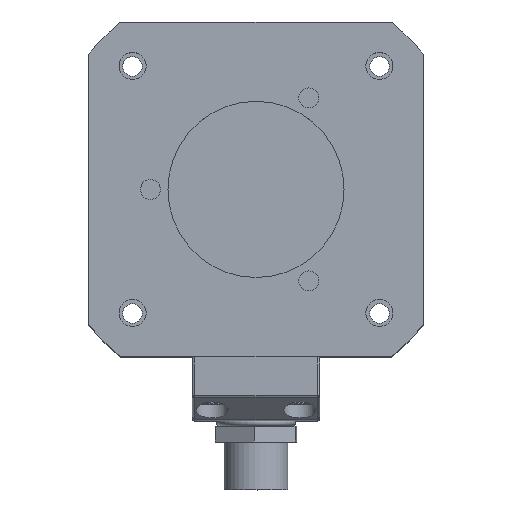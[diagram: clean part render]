
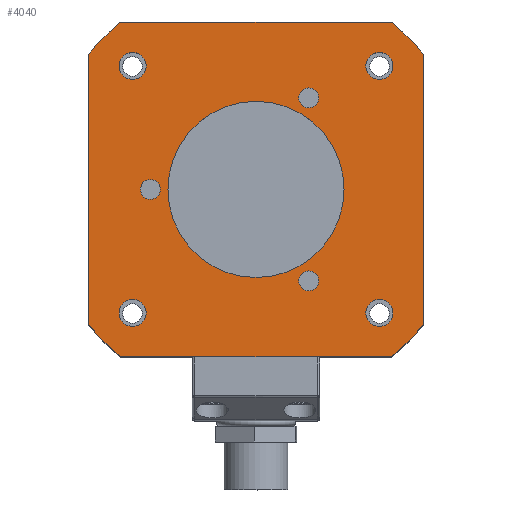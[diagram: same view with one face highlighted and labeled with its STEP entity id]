
A CAD part, top view. The second image highlights one B-rep face of the part: STEP entity #4040.
In plain terms, the highlighted planar face has unit normal (0, 0, 1).
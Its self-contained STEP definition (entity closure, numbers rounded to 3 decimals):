
#107=FACE_BOUND('',#746,.T.);
#108=FACE_BOUND('',#747,.T.);
#109=FACE_BOUND('',#748,.T.);
#110=FACE_BOUND('',#749,.T.);
#111=FACE_BOUND('',#750,.T.);
#112=FACE_BOUND('',#751,.T.);
#113=FACE_BOUND('',#752,.T.);
#114=FACE_BOUND('',#753,.T.);
#235=PLANE('',#4517);
#464=FACE_OUTER_BOUND('',#745,.T.);
#745=EDGE_LOOP('',(#3626,#3627,#3628,#3629,#3630,#3631,#3632,#3633));
#746=EDGE_LOOP('',(#3634));
#747=EDGE_LOOP('',(#3635));
#748=EDGE_LOOP('',(#3636));
#749=EDGE_LOOP('',(#3637));
#750=EDGE_LOOP('',(#3638));
#751=EDGE_LOOP('',(#3639));
#752=EDGE_LOOP('',(#3640));
#753=EDGE_LOOP('',(#3641));
#1052=LINE('',#6925,#1364);
#1055=LINE('',#6933,#1367);
#1058=LINE('',#6941,#1370);
#1061=LINE('',#6949,#1373);
#1364=VECTOR('',#5668,1000.);
#1367=VECTOR('',#5677,1000.);
#1370=VECTOR('',#5686,1000.);
#1373=VECTOR('',#5695,1000.);
#1605=CIRCLE('',#4492,1.25);
#1606=CIRCLE('',#4494,1.25);
#1607=CIRCLE('',#4496,1.25);
#1608=CIRCLE('',#4499,27.);
#1609=CIRCLE('',#4502,27.);
#1610=CIRCLE('',#4505,27.);
#1611=CIRCLE('',#4508,27.);
#1612=CIRCLE('',#4510,1.7);
#1613=CIRCLE('',#4512,1.7);
#1614=CIRCLE('',#4514,1.7);
#1615=CIRCLE('',#4516,1.7);
#1616=CIRCLE('',#4518,11.05);
#1968=VERTEX_POINT('',#6910);
#1969=VERTEX_POINT('',#6914);
#1970=VERTEX_POINT('',#6918);
#1971=VERTEX_POINT('',#6922);
#1972=VERTEX_POINT('',#6924);
#1973=VERTEX_POINT('',#6928);
#1974=VERTEX_POINT('',#6932);
#1975=VERTEX_POINT('',#6936);
#1976=VERTEX_POINT('',#6940);
#1977=VERTEX_POINT('',#6944);
#1978=VERTEX_POINT('',#6948);
#1979=VERTEX_POINT('',#6954);
#1980=VERTEX_POINT('',#6958);
#1981=VERTEX_POINT('',#6962);
#1982=VERTEX_POINT('',#6966);
#1983=VERTEX_POINT('',#6970);
#2511=EDGE_CURVE('',#1968,#1968,#1605,.T.);
#2513=EDGE_CURVE('',#1969,#1969,#1606,.T.);
#2515=EDGE_CURVE('',#1970,#1970,#1607,.T.);
#2518=EDGE_CURVE('',#1972,#1971,#1052,.T.);
#2520=EDGE_CURVE('',#1973,#1972,#1608,.T.);
#2522=EDGE_CURVE('',#1974,#1973,#1055,.T.);
#2524=EDGE_CURVE('',#1975,#1974,#1609,.T.);
#2526=EDGE_CURVE('',#1976,#1975,#1058,.T.);
#2528=EDGE_CURVE('',#1977,#1976,#1610,.T.);
#2530=EDGE_CURVE('',#1978,#1977,#1061,.T.);
#2532=EDGE_CURVE('',#1971,#1978,#1611,.T.);
#2533=EDGE_CURVE('',#1979,#1979,#1612,.T.);
#2535=EDGE_CURVE('',#1980,#1980,#1613,.T.);
#2537=EDGE_CURVE('',#1981,#1981,#1614,.T.);
#2539=EDGE_CURVE('',#1982,#1982,#1615,.T.);
#2541=EDGE_CURVE('',#1983,#1983,#1616,.T.);
#3626=ORIENTED_EDGE('',*,*,#2532,.T.);
#3627=ORIENTED_EDGE('',*,*,#2530,.T.);
#3628=ORIENTED_EDGE('',*,*,#2528,.T.);
#3629=ORIENTED_EDGE('',*,*,#2526,.T.);
#3630=ORIENTED_EDGE('',*,*,#2524,.T.);
#3631=ORIENTED_EDGE('',*,*,#2522,.T.);
#3632=ORIENTED_EDGE('',*,*,#2520,.T.);
#3633=ORIENTED_EDGE('',*,*,#2518,.T.);
#3634=ORIENTED_EDGE('',*,*,#2539,.T.);
#3635=ORIENTED_EDGE('',*,*,#2537,.T.);
#3636=ORIENTED_EDGE('',*,*,#2535,.T.);
#3637=ORIENTED_EDGE('',*,*,#2533,.T.);
#3638=ORIENTED_EDGE('',*,*,#2515,.T.);
#3639=ORIENTED_EDGE('',*,*,#2513,.T.);
#3640=ORIENTED_EDGE('',*,*,#2511,.T.);
#3641=ORIENTED_EDGE('',*,*,#2541,.T.);
#4040=ADVANCED_FACE('',(#464,#107,#108,#109,#110,#111,#112,#113,#114),#235,
 .T.);
#4492=AXIS2_PLACEMENT_3D('',#6911,#5652,#5653);
#4494=AXIS2_PLACEMENT_3D('',#6915,#5657,#5658);
#4496=AXIS2_PLACEMENT_3D('',#6919,#5662,#5663);
#4499=AXIS2_PLACEMENT_3D('',#6929,#5672,#5673);
#4502=AXIS2_PLACEMENT_3D('',#6937,#5681,#5682);
#4505=AXIS2_PLACEMENT_3D('',#6945,#5690,#5691);
#4508=AXIS2_PLACEMENT_3D('',#6952,#5699,#5700);
#4510=AXIS2_PLACEMENT_3D('',#6955,#5703,#5704);
#4512=AXIS2_PLACEMENT_3D('',#6959,#5708,#5709);
#4514=AXIS2_PLACEMENT_3D('',#6963,#5713,#5714);
#4516=AXIS2_PLACEMENT_3D('',#6967,#5718,#5719);
#4517=AXIS2_PLACEMENT_3D('',#6969,#5721,#5722);
#4518=AXIS2_PLACEMENT_3D('',#6971,#5723,#5724);
#5652=DIRECTION('center_axis',(0.,0.,-1.));
#5653=DIRECTION('ref_axis',(-1.,0.,0.));
#5657=DIRECTION('center_axis',(0.,0.,-1.));
#5658=DIRECTION('ref_axis',(-1.,0.,0.));
#5662=DIRECTION('center_axis',(0.,0.,-1.));
#5663=DIRECTION('ref_axis',(-1.,0.,0.));
#5668=DIRECTION('',(1.,0.,0.));
#5672=DIRECTION('center_axis',(0.,0.,1.));
#5673=DIRECTION('ref_axis',(-1.,0.,0.));
#5677=DIRECTION('',(0.,-1.,0.));
#5681=DIRECTION('center_axis',(0.,0.,1.));
#5682=DIRECTION('ref_axis',(-1.,0.,0.));
#5686=DIRECTION('',(-1.,0.,0.));
#5690=DIRECTION('center_axis',(0.,0.,1.));
#5691=DIRECTION('ref_axis',(-1.,0.,0.));
#5695=DIRECTION('',(0.,1.,0.));
#5699=DIRECTION('center_axis',(0.,0.,1.));
#5700=DIRECTION('ref_axis',(-1.,0.,0.));
#5703=DIRECTION('center_axis',(0.,0.,-1.));
#5704=DIRECTION('ref_axis',(1.,0.,0.));
#5708=DIRECTION('center_axis',(0.,0.,-1.));
#5709=DIRECTION('ref_axis',(1.,0.,0.));
#5713=DIRECTION('center_axis',(0.,0.,-1.));
#5714=DIRECTION('ref_axis',(1.,0.,0.));
#5718=DIRECTION('center_axis',(0.,0.,-1.));
#5719=DIRECTION('ref_axis',(1.,0.,0.));
#5721=DIRECTION('center_axis',(0.,0.,1.));
#5722=DIRECTION('ref_axis',(1.,0.,0.));
#5723=DIRECTION('center_axis',(0.,0.,-1.));
#5724=DIRECTION('ref_axis',(1.,0.,0.));
#6910=CARTESIAN_POINT('',(-12.,0.,10.));
#6911=CARTESIAN_POINT('Origin',(-13.25,0.,10.));
#6914=CARTESIAN_POINT('',(7.875,11.475,10.));
#6915=CARTESIAN_POINT('Origin',(6.625,11.475,10.));
#6918=CARTESIAN_POINT('',(7.875,-11.475,10.));
#6919=CARTESIAN_POINT('Origin',(6.625,-11.475,10.));
#6922=CARTESIAN_POINT('',(16.971,-21.,10.));
#6924=CARTESIAN_POINT('',(-16.971,-21.,10.));
#6925=CARTESIAN_POINT('',(0.,-21.,10.));
#6928=CARTESIAN_POINT('',(-21.,-16.971,10.));
#6929=CARTESIAN_POINT('Origin',(0.,0.,10.));
#6932=CARTESIAN_POINT('',(-21.,16.971,10.));
#6933=CARTESIAN_POINT('',(-21.,0.,10.));
#6936=CARTESIAN_POINT('',(-16.971,21.,10.));
#6937=CARTESIAN_POINT('Origin',(0.,0.,10.));
#6940=CARTESIAN_POINT('',(16.971,21.,10.));
#6941=CARTESIAN_POINT('',(0.,21.,10.));
#6944=CARTESIAN_POINT('',(21.,16.971,10.));
#6945=CARTESIAN_POINT('Origin',(0.,0.,10.));
#6948=CARTESIAN_POINT('',(21.,-16.971,10.));
#6949=CARTESIAN_POINT('',(21.,0.,10.));
#6952=CARTESIAN_POINT('Origin',(0.,0.,10.));
#6954=CARTESIAN_POINT('',(13.786,-15.486,10.));
#6955=CARTESIAN_POINT('Origin',(15.486,-15.486,10.));
#6958=CARTESIAN_POINT('',(13.786,15.486,10.));
#6959=CARTESIAN_POINT('Origin',(15.486,15.486,10.));
#6962=CARTESIAN_POINT('',(-17.186,-15.486,10.));
#6963=CARTESIAN_POINT('Origin',(-15.486,-15.486,10.));
#6966=CARTESIAN_POINT('',(-17.186,15.486,10.));
#6967=CARTESIAN_POINT('Origin',(-15.486,15.486,10.));
#6969=CARTESIAN_POINT('Origin',(0.,0.,10.));
#6970=CARTESIAN_POINT('',(-11.05,0.,10.));
#6971=CARTESIAN_POINT('Origin',(0.,0.,10.));
